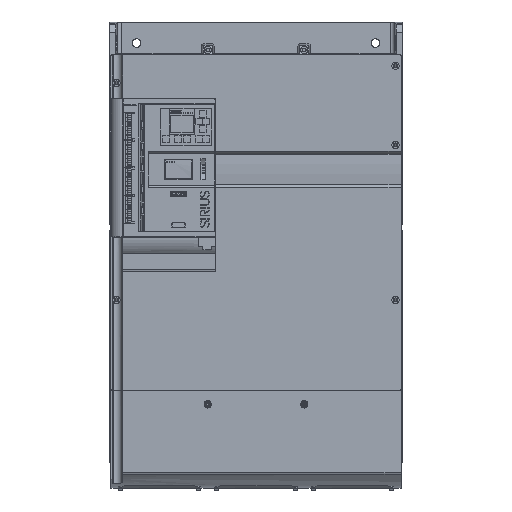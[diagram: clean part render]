
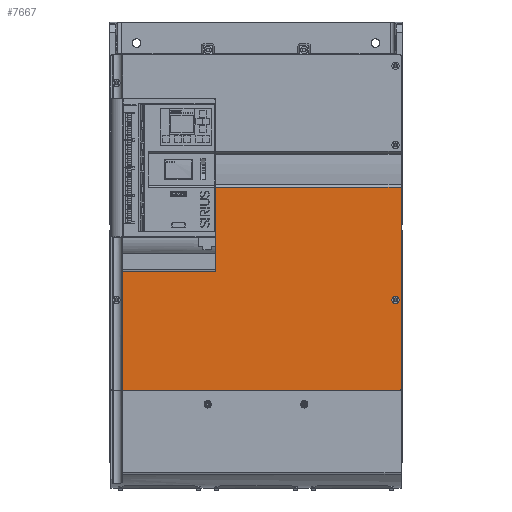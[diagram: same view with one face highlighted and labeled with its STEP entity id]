
A CAD part, front view. The second image highlights one B-rep face of the part: STEP entity #7667.
In plain terms, the highlighted planar face has unit normal (0, -1, 0).
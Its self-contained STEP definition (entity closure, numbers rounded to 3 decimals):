
#7667=ADVANCED_FACE('',(#15866,#15867),#15868,.F.);
#15866=FACE_OUTER_BOUND('',#24361,.T.);
#15867=FACE_BOUND('',#24362,.T.);
#15868=PLANE('',#24363);
#24361=EDGE_LOOP('',(#48602,#48603,#48604,#48605,#48606,#48607,#48608,#48609));
#24362=EDGE_LOOP('',(#48610,#48611));
#24363=AXIS2_PLACEMENT_3D('',#48612,#48613,#48614);
#48602=ORIENTED_EDGE('',*,*,#60251,.F.);
#48603=ORIENTED_EDGE('',*,*,#60260,.F.);
#48604=ORIENTED_EDGE('',*,*,#60261,.F.);
#48605=ORIENTED_EDGE('',*,*,#54000,.F.);
#48606=ORIENTED_EDGE('',*,*,#53631,.F.);
#48607=ORIENTED_EDGE('',*,*,#60262,.F.);
#48608=ORIENTED_EDGE('',*,*,#60263,.F.);
#48609=ORIENTED_EDGE('',*,*,#60264,.F.);
#48610=ORIENTED_EDGE('',*,*,#60265,.F.);
#48611=ORIENTED_EDGE('',*,*,#50992,.F.);
#48612=CARTESIAN_POINT('',(-250.0,-240.97,-419.06));
#48613=DIRECTION('',(0.0,1.0,0.0));
#48614=DIRECTION('',(0.0,0.0,1.0));
#50992=EDGE_CURVE('',#61180,#61183,#61184,.T.);
#53631=EDGE_CURVE('',#65156,#65157,#65158,.T.);
#54000=EDGE_CURVE('',#65157,#65696,#65697,.T.);
#60251=EDGE_CURVE('',#74962,#74964,#74965,.T.);
#60260=EDGE_CURVE('',#74978,#74962,#74979,.T.);
#60261=EDGE_CURVE('',#65696,#74978,#74980,.T.);
#60262=EDGE_CURVE('',#74981,#65156,#74982,.T.);
#60263=EDGE_CURVE('',#74983,#74981,#74984,.T.);
#60264=EDGE_CURVE('',#74964,#74983,#74985,.T.);
#60265=EDGE_CURVE('',#61183,#61180,#74986,.T.);
#61180=VERTEX_POINT('',#76288);
#61183=VERTEX_POINT('',#76292);
#61184=CIRCLE('',#76293,6.0);
#65156=VERTEX_POINT('',#86622);
#65157=VERTEX_POINT('',#86623);
#65158=LINE('',#86624,#86625);
#65696=VERTEX_POINT('',#87803);
#65697=LINE('',#87804,#87805);
#74962=VERTEX_POINT('',#101307);
#74964=VERTEX_POINT('',#101309);
#74965=LINE('',#101310,#101311);
#74978=VERTEX_POINT('',#101326);
#74979=LINE('',#101327,#101328);
#74980=LINE('',#101329,#101330);
#74981=VERTEX_POINT('',#101331);
#74982=CIRCLE('',#101332,1.);
#74983=VERTEX_POINT('',#101333);
#74984=LINE('',#101334,#101335);
#74985=LINE('',#101336,#101337);
#74986=CIRCLE('',#101338,6.0);
#76288=CARTESIAN_POINT('',(233.9,-240.97,-419.56));
#76292=CARTESIAN_POINT('',(221.9,-240.97,-419.56));
#76293=AXIS2_PLACEMENT_3D('',#103151,#103152,#103153);
#86622=CARTESIAN_POINT('',(235.9,-240.97,-567.06));
#86623=CARTESIAN_POINT('',(-217.9,-240.97,-567.06));
#86624=CARTESIAN_POINT('',(-125.0,-240.97,-567.06));
#86625=VECTOR('',#106109,1.0);
#87803=CARTESIAN_POINT('',(-217.912,-240.97,-567.06));
#87804=CARTESIAN_POINT('',(-125.0,-240.97,-567.06));
#87805=VECTOR('',#106517,1.0);
#101307=CARTESIAN_POINT('',(-65.9,-240.97,-373.689));
#101309=CARTESIAN_POINT('',(-65.9,-240.97,-235.855));
#101310=CARTESIAN_POINT('',(-65.9,-240.97,-311.31));
#101311=VECTOR('',#112157,1.0);
#101326=CARTESIAN_POINT('',(-217.912,-240.97,-373.689));
#101327=CARTESIAN_POINT('',(-142.271,-240.97,-373.689));
#101328=VECTOR('',#112169,1.0);
#101329=CARTESIAN_POINT('',(-217.912,-240.97,-219.06));
#101330=VECTOR('',#112170,1.0);
#101331=CARTESIAN_POINT('',(236.9,-240.97,-566.06));
#101332=AXIS2_PLACEMENT_3D('',#112171,#112172,#112173);
#101333=CARTESIAN_POINT('',(236.9,-240.97,-235.855));
#101334=CARTESIAN_POINT('',(236.9,-240.97,-356.06));
#101335=VECTOR('',#112174,1.0);
#101336=CARTESIAN_POINT('',(85.5,-240.97,-235.855));
#101337=VECTOR('',#112175,1.0);
#101338=AXIS2_PLACEMENT_3D('',#112176,#112177,#112178);
#103151=CARTESIAN_POINT('',(227.9,-240.97,-419.56));
#103152=DIRECTION('',(0.0,-1.0,0.0));
#103153=DIRECTION('',(1.0,0.0,0.0));
#106109=DIRECTION('',(-1.0,0.0,0.0));
#106517=DIRECTION('',(-1.0,0.0,0.0));
#112157=DIRECTION('',(0.0,0.0,1.0));
#112169=DIRECTION('',(1.0,-0.0,-0.0));
#112170=DIRECTION('',(0.0,0.0,1.0));
#112171=CARTESIAN_POINT('',(235.9,-240.97,-566.06));
#112172=DIRECTION('',(0.0,1.0,0.0));
#112173=DIRECTION('',(0.,0.0,-1.0));
#112174=DIRECTION('',(0.0,0.0,-1.0));
#112175=DIRECTION('',(1.0,0.0,0.0));
#112176=CARTESIAN_POINT('',(227.9,-240.97,-419.56));
#112177=DIRECTION('',(0.0,-1.0,0.0));
#112178=DIRECTION('',(1.0,0.0,0.0));
